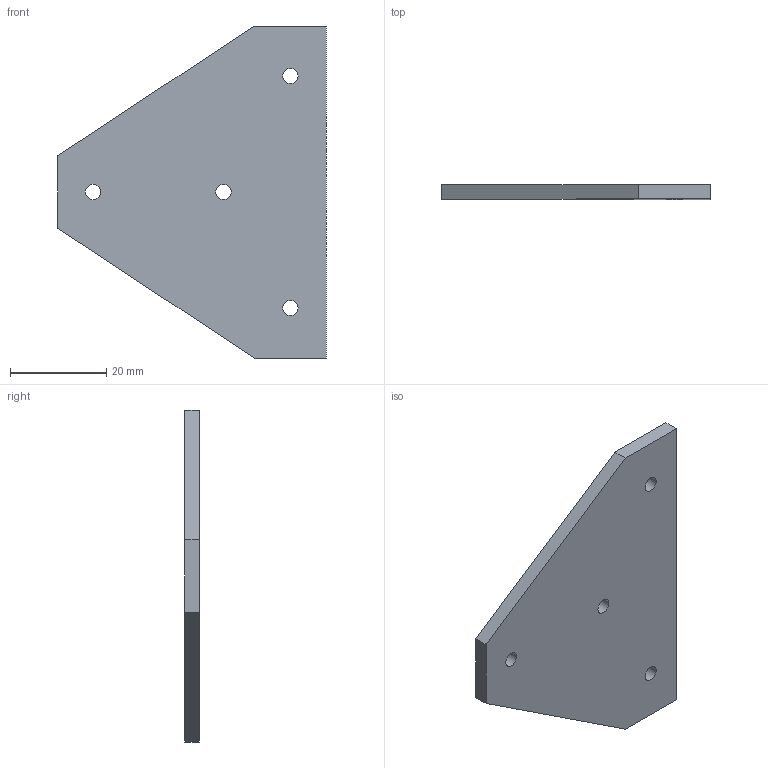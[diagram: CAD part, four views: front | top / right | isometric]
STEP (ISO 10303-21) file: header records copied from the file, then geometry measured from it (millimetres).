
FILE_DESCRIPTION(/* description */ (''),/* implementation_level */ '2;1');
FILE_NAME(/* name */ 'FlatBracePlate.stp',/* time_stamp */ '2016-03-27T18:28:02-04:00',/* author */ (''),/* organization */ (''),/* preprocessor_version */ 'ST-DEVELOPER v16.2',/* originating_system */ 'Autodesk Translation Framework v4.3.0.3010',/* authorisation */ '');
FILE_SCHEMA (('AUTOMOTIVE_DESIGN { 1 0 10303 214 3 1 1 }'));
Length unit declared in the file: centimetre
Products named in the file (2): FlateBracePlate v2; Component2
Assembly tree (1 placements, depth 2):
  FlateBracePlate v2
    Component2
Bounding box: 55.89 x 3 x 69 mm (x, y, z)
Volume: 8160.6 mm3; surface area: 6197.1 mm2
Topology: 1 solids, 1 shells, 12 faces, 30 edges, 20 vertices
Faces by surface type: plane 8, cylinder 4
Full cylindrical faces by diameter (mm): 3.2 x4
Entity records: 401 total; most frequent: DIRECTION 64, CARTESIAN_POINT 61, ORIENTED_EDGE 52, EDGE_CURVE 26, EDGE_LOOP 24, AXIS2_PLACEMENT_3D 23, VERTEX_POINT 20, LINE 18
